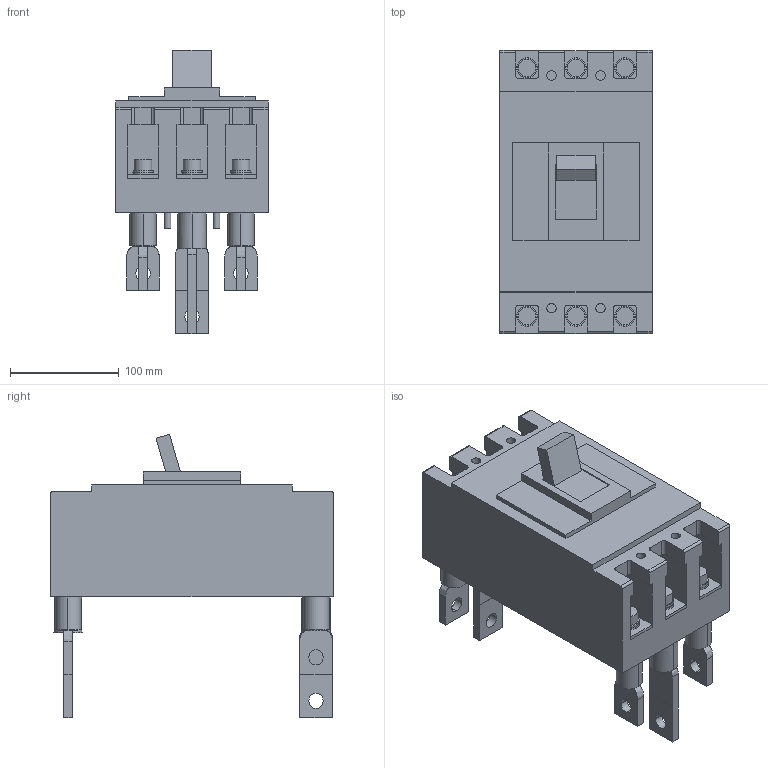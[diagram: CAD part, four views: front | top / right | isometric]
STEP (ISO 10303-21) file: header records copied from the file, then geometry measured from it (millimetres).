
FILE_DESCRIPTION (( 'STEP AP214' ), '1' );
FILE_NAME ('PS400NF3R.STEP', '2023-01-20T11:00:31', ( 'CAD' ), ( '' ), 'SwSTEP 2.0', 'SolidWorks 2015', '' );
FILE_SCHEMA (( 'AUTOMOTIVE_DESIGN' ));
Length unit declared in the file: millimetre
Products named in the file (1): PS400NF3R
Bounding box: 140 x 260 x 260.6 mm (x, y, z)
Volume: 3657228.6 mm3; surface area: 276506.8 mm2
Topology: 23 solids, 23 shells, 427 faces, 994 edges, 652 vertices
Faces by surface type: plane 253, cylinder 162, bspline 12
Entity records: 15091 total; most frequent: CARTESIAN_POINT 2776, DIRECTION 2122, ORIENTED_EDGE 1988, EDGE_CURVE 994, AXIS2_PLACEMENT_3D 764, VERTEX_POINT 652, VECTOR 594, LINE 594
